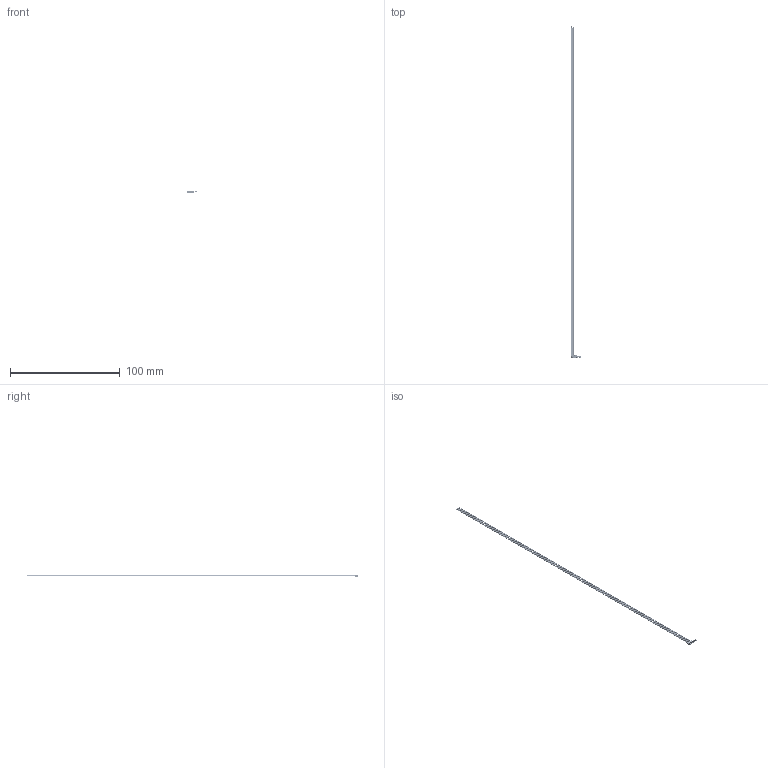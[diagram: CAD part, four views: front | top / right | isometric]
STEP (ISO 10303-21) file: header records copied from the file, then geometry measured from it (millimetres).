
FILE_DESCRIPTION(/* description */ ('Unknown'),/* implementation_level */ '2;1');
FILE_NAME(/* name */ '689100103006',/* time_stamp */ '2024-08-08T16:21:00+02:00',/* author */ ('Unknown'),/* organization */ ('Unknown'),/* preprocessor_version */ 'ST-DEVELOPER v19.4',/* originating_system */ 'Solid Edge',/* authorisation */ 'Unknown');
FILE_SCHEMA (('AUTOMOTIVE_DESIGN {1 0 10303 214 3 1 1}'));
Length unit declared in the file: millimetre
Products named in the file (6): 6891001030xx; Wire 32AWG; Insulator Black 32AWG; 6890xx114322; 689006114322; 6890xx114322_Pin
Assembly tree (26 placements, depth 3):
  6891001030xx
    Wire 32AWG  x6
    Insulator Black 32AWG  x6
    6890xx114322
      689006114322
      6890xx114322_Pin  x12
Bounding box: 9.9 x 302.9 x 1.7 mm (x, y, z)
Volume: 441.6 mm3; surface area: 7476.1 mm2
Topology: 61 solids, 61 shells, 1550 faces, 4240 edges, 2800 vertices
Faces by surface type: plane 908, cylinder 510, bspline 84, torus 48
Full cylindrical faces by diameter (mm): 0.073 x6, 0.22 x6, 0.56 x6
Entity records: 23580 total; most frequent: CARTESIAN_POINT 9570, ORIENTED_EDGE 2978, DIRECTION 2727, EDGE_CURVE 1489, LINE 1253, VECTOR 1253, VERTEX_POINT 994, AXIS2_PLACEMENT_3D 737
